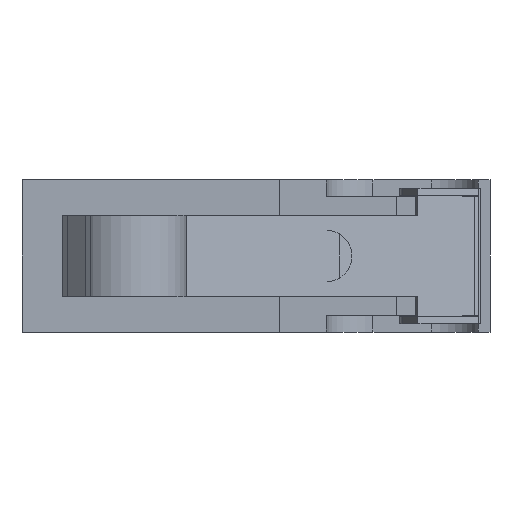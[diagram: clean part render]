
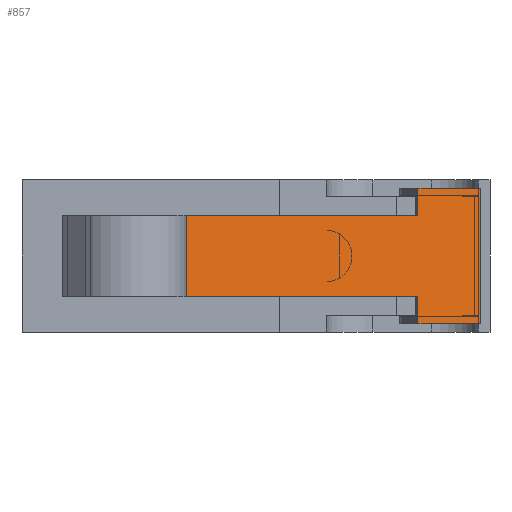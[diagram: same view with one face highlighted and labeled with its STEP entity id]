
A CAD part, left-side view. The second image highlights one B-rep face of the part: STEP entity #857.
In plain terms, the highlighted planar face has unit normal (-0.924, -0.383, 0).
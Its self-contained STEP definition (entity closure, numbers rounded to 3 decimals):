
#857=ADVANCED_FACE('',(#2094),#2095,.T.);
#1239=VERTEX_POINT('',#2555);
#1243=VERTEX_POINT('',#2559);
#1245=EDGE_CURVE('',#1243,#1239,#2561,.T.);
#1283=VERTEX_POINT('',#2599);
#1287=VERTEX_POINT('',#2603);
#1289=EDGE_CURVE('',#1283,#1287,#2605,.T.);
#1303=EDGE_CURVE('',#1287,#1239,#2619,.T.);
#1323=VERTEX_POINT('',#2639);
#1325=VERTEX_POINT('',#2641);
#1327=EDGE_CURVE('',#1323,#1325,#2643,.T.);
#1369=VERTEX_POINT('',#2685);
#1373=EDGE_CURVE('',#1369,#1283,#2689,.T.);
#1389=EDGE_CURVE('',#1243,#1325,#2705,.T.);
#1459=VERTEX_POINT('',#2775);
#1461=EDGE_CURVE('',#1323,#1459,#2777,.T.);
#1463=EDGE_CURVE('',#1459,#1369,#2779,.T.);
#2094=FACE_OUTER_BOUND('',#3414,.T.);
#2095=PLANE('',#3415);
#2555=CARTESIAN_POINT('',(11.874,0.399,0.35));
#2559=CARTESIAN_POINT('',(10.764,3.078,0.35));
#2561=LINE('',#3978,#3979);
#2599=CARTESIAN_POINT('',(10.764,3.078,6.15));
#2603=CARTESIAN_POINT('',(11.874,0.399,6.15));
#2605=LINE('',#4040,#4041);
#2619=LINE('',#4062,#4063);
#2639=CARTESIAN_POINT('',(6.344,13.748,1.5));
#2641=CARTESIAN_POINT('',(10.764,3.078,1.5));
#2643=LINE('',#4098,#4099);
#2685=CARTESIAN_POINT('',(10.764,3.078,5.0));
#2689=LINE('',#4166,#4167);
#2705=LINE('',#4192,#4193);
#2775=CARTESIAN_POINT('',(6.344,13.748,5.0));
#2777=LINE('',#4301,#4302);
#2779=LINE('',#4305,#4306);
#3414=EDGE_LOOP('',(#5301,#5302,#5303,#5304,#5305,#5306,#5307,#5308));
#3415=AXIS2_PLACEMENT_3D('',#5309,#5310,#5311);
#3978=CARTESIAN_POINT('',(10.764,3.078,0.35));
#3979=VECTOR('',#6009,2.9);
#4040=CARTESIAN_POINT('',(10.764,3.078,6.15));
#4041=VECTOR('',#6028,2.9);
#4062=CARTESIAN_POINT('',(11.874,0.399,6.15));
#4063=VECTOR('',#6037,5.8);
#4098=CARTESIAN_POINT('',(6.344,13.748,1.5));
#4099=VECTOR('',#6043,11.549);
#4166=CARTESIAN_POINT('',(10.764,3.078,5.0));
#4167=VECTOR('',#6059,1.15);
#4192=CARTESIAN_POINT('',(10.764,3.078,0.35));
#4193=VECTOR('',#6064,1.15);
#4301=CARTESIAN_POINT('',(6.344,13.748,1.5));
#4302=VECTOR('',#6100,3.5);
#4305=CARTESIAN_POINT('',(6.344,13.748,5.0));
#4306=VECTOR('',#6101,11.549);
#5301=ORIENTED_EDGE('',*,*,#1461,.F.);
#5302=ORIENTED_EDGE('',*,*,#1327,.T.);
#5303=ORIENTED_EDGE('',*,*,#1389,.F.);
#5304=ORIENTED_EDGE('',*,*,#1245,.T.);
#5305=ORIENTED_EDGE('',*,*,#1303,.F.);
#5306=ORIENTED_EDGE('',*,*,#1289,.F.);
#5307=ORIENTED_EDGE('',*,*,#1373,.F.);
#5308=ORIENTED_EDGE('',*,*,#1463,.F.);
#5309=CARTESIAN_POINT('',(6.344,13.748,1.5));
#5310=DIRECTION('',(-0.924,-0.383,-0.0));
#5311=DIRECTION('',(-0.383,0.924,0.0));
#6009=DIRECTION('',(0.383,-0.924,0.0));
#6028=DIRECTION('',(0.383,-0.924,0.0));
#6037=DIRECTION('',(0.0,0.0,-1.0));
#6043=DIRECTION('',(0.383,-0.924,0.0));
#6059=DIRECTION('',(-0.0,0.0,1.0));
#6064=DIRECTION('',(-0.0,0.0,1.0));
#6100=DIRECTION('',(-0.0,0.0,1.0));
#6101=DIRECTION('',(0.383,-0.924,0.0));
